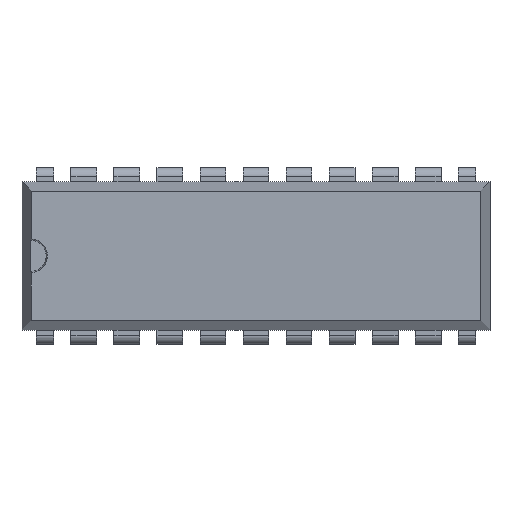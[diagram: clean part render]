
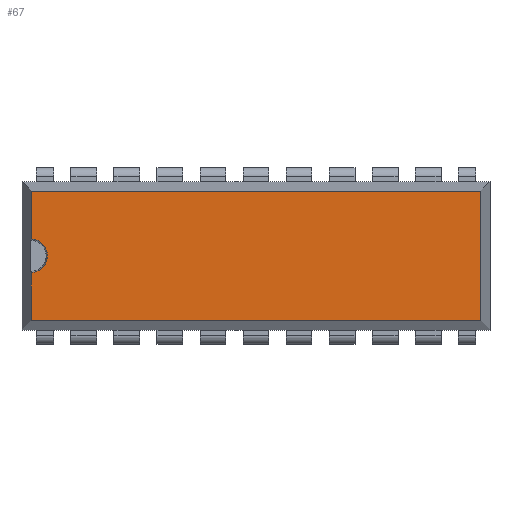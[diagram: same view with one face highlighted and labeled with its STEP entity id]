
A CAD part, top view. The second image highlights one B-rep face of the part: STEP entity #67.
In plain terms, the highlighted planar face has unit normal (0, 0, 1).
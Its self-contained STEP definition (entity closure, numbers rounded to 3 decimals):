
#67=ADVANCED_FACE('',(#3125),#3127,.T.);
#3125=FACE_BOUND('',#3126,.T.);
#3126=EDGE_LOOP('',(#5552,#5553,#5554,#5555,#5556,#5557));
#3127=PLANE('',#3128);
#3128=AXIS2_PLACEMENT_3D('',#3129,#3130,#3131);
#3129=CARTESIAN_POINT('',(1.27,0.71,5.));
#3130=DIRECTION('',(0.,-0.,1.));
#3131=DIRECTION('',(0.,1.,0.));
#5552=ORIENTED_EDGE('',*,*,#7432,.T.);
#5553=ORIENTED_EDGE('',*,*,#7430,.F.);
#5554=ORIENTED_EDGE('',*,*,#7433,.F.);
#5555=ORIENTED_EDGE('',*,*,#7434,.T.);
#5556=ORIENTED_EDGE('',*,*,#7435,.T.);
#5557=ORIENTED_EDGE('',*,*,#7426,.F.);
#7426=EDGE_CURVE('',#8369,#8371,#8372,.T.);
#7430=EDGE_CURVE('',#8377,#8379,#8380,.T.);
#7432=EDGE_CURVE('',#8369,#8379,#8382,.F.);
#7433=EDGE_CURVE('',#8383,#8377,#8384,.T.);
#7434=EDGE_CURVE('',#8383,#8385,#8386,.T.);
#7435=EDGE_CURVE('',#8385,#8371,#8387,.T.);
#8369=VERTEX_POINT('',#9939);
#8371=VERTEX_POINT('',#9945);
#8372=LINE('',#9946,#9947);
#8377=VERTEX_POINT('',#9957);
#8379=VERTEX_POINT('',#9961);
#8380=LINE('',#9962,#9963);
#8382=CIRCLE('',#9970,1.);
#8383=VERTEX_POINT('',#9974);
#8384=LINE('',#9975,#9976);
#8385=VERTEX_POINT('',#9978);
#8386=LINE('',#9979,#9980);
#8387=LINE('',#9982,#9983);
#9939=CARTESIAN_POINT('',(-0.55,6.079,5.));
#9945=CARTESIAN_POINT('',(-0.55,8.9,5.));
#9946=CARTESIAN_POINT('',(-0.55,6.079,5.));
#9947=VECTOR('',#9948,1.);
#9948=DIRECTION('',(0.,1.,0.));
#9957=CARTESIAN_POINT('',(-0.55,1.26,5.));
#9961=CARTESIAN_POINT('',(-0.55,4.081,5.));
#9962=CARTESIAN_POINT('',(-0.55,1.26,5.));
#9963=VECTOR('',#9964,1.);
#9964=DIRECTION('',(0.,1.,0.));
#9970=AXIS2_PLACEMENT_3D('',#9971,#9972,#9973);
#9971=CARTESIAN_POINT('',(-0.6,5.08,5.));
#9972=DIRECTION('',(0.,0.,1.));
#9973=DIRECTION('',(0.05,-0.999,0.));
#9974=CARTESIAN_POINT('',(25.95,1.26,5.));
#9975=CARTESIAN_POINT('',(25.95,1.26,5.));
#9976=VECTOR('',#9977,1.);
#9977=DIRECTION('',(-1.,0.,0.));
#9978=CARTESIAN_POINT('',(25.95,8.9,5.));
#9979=CARTESIAN_POINT('',(25.95,1.26,5.));
#9980=VECTOR('',#9981,1.);
#9981=DIRECTION('',(0.,1.,0.));
#9982=CARTESIAN_POINT('',(25.95,8.9,5.));
#9983=VECTOR('',#9984,1.);
#9984=DIRECTION('',(-1.,0.,0.));
